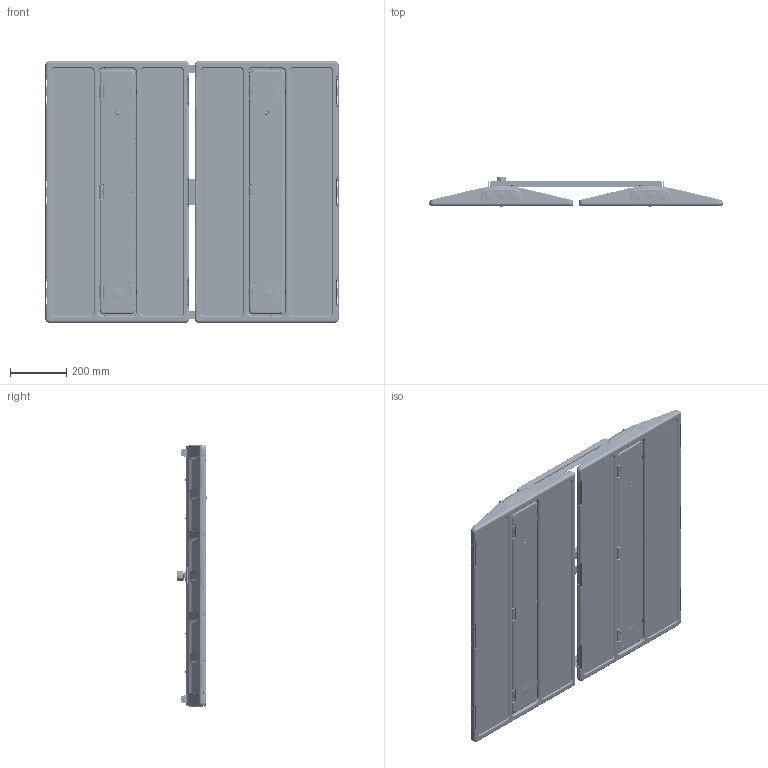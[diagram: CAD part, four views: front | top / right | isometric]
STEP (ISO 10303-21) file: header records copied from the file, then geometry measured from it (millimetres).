
FILE_DESCRIPTION((''),'2;1');
FILE_NAME('W_BATT_SW0001','2019-07-24T',('Randalsc'),(''),'PRO/ENGINEER BY PARAMETRIC TECHNOLOGY CORPORATION, 2014000','PRO/ENGINEER BY PARAMETRIC TECHNOLOGY CORPORATION, 2014000','');
FILE_SCHEMA(('CONFIG_CONTROL_DESIGN'));
Products named in the file (1): W_BATT_SW0001
Bounding box: 1038.35 x 108.63 x 929.1 mm (x, y, z)
Surface area: 4794736.8 mm2 (no closed solid volume)
Topology: 0 solids, 511 shells, 8018 faces, 32108 edges, 23587 vertices
Faces by surface type: cylinder 2946, plane 2181, bspline 1940, cone 417, torus 368, sphere 102, extrusion 48, revolution 16
Entity records: 480148 total; most frequent: CARTESIAN_POINT 249695, ORIENTED_EDGE 45968, DIRECTION 39215, EDGE_CURVE 32040, VERTEX_POINT 23587, AXIS2_PLACEMENT_3D 13279, VECTOR 12641, LINE 12593
